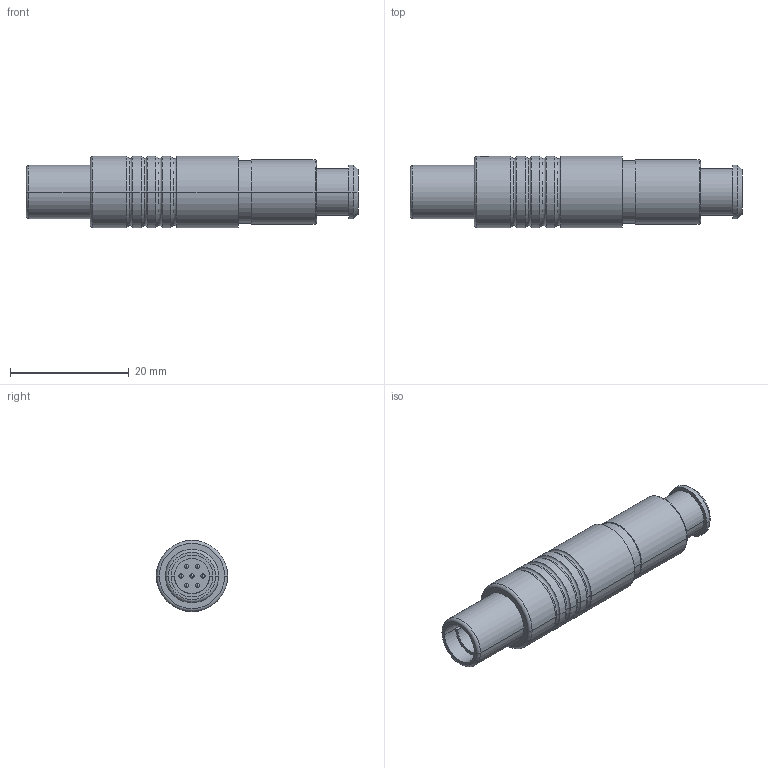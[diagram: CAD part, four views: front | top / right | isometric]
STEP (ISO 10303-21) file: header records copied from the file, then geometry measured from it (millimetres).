
FILE_DESCRIPTION((''),'2;1');
FILE_NAME('S41F1C-P07M','2021-02-03T15:38:53',('RTrager'),(''),'CREO PARAMETRIC BY PTC INC, 2018300','CREO PARAMETRIC BY PTC INC, 2018300','');
FILE_SCHEMA(('AP242_MANAGED_MODEL_BASED_3D_ENGINEERING_MIM_LF { 1 0 10303 442 1 1 4 }'));
Length unit declared in the file: millimetre
Products named in the file (1): S41F1C-P07M
Bounding box: 56 x 12 x 12 mm (x, y, z)
Volume: 3809.6 mm3; surface area: 3268.6 mm2
Topology: 1 solids, 1 shells, 162 faces, 376 edges, 225 vertices
Faces by surface type: cylinder 88, plane 30, torus 20, sphere 14, cone 10
Entity records: 7440 total; most frequent: CARTESIAN_POINT 1101, DIRECTION 856, ORIENTED_EDGE 724, PRESENTATION_STYLE_ASSIGNMENT 498, STYLED_ITEM 400, AXIS2_PLACEMENT_3D 366, CURVE_STYLE 362, EDGE_CURVE 362
